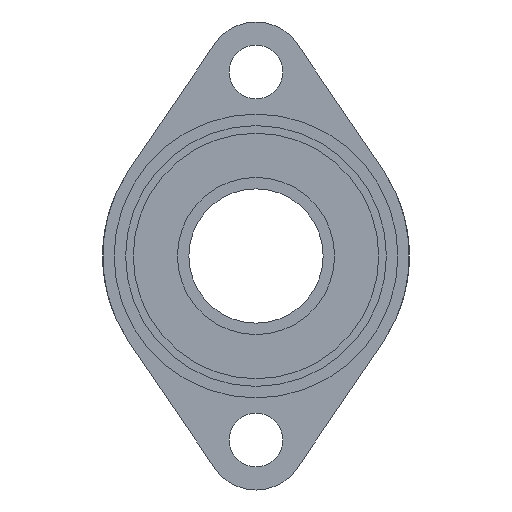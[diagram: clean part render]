
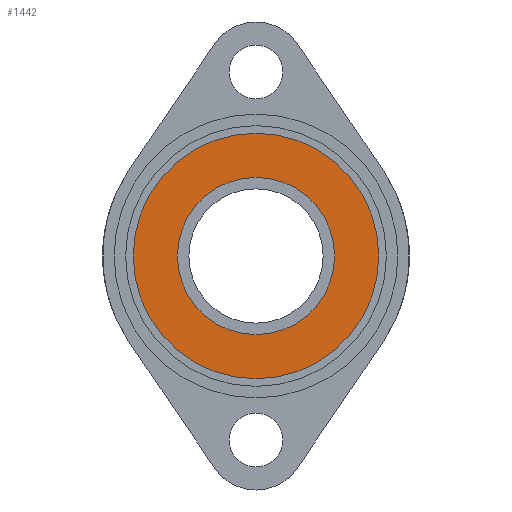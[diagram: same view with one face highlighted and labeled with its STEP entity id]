
A CAD part, front view. The second image highlights one B-rep face of the part: STEP entity #1442.
In plain terms, the highlighted planar face has unit normal (0, -1, 0).
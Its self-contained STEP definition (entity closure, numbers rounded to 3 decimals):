
#23 = CIRCLE ( 'NONE', #655, 32. ) ;
#26 = DIRECTION ( 'NONE',  ( 0., 0., 1. ) ) ;
#61 = DIRECTION ( 'NONE',  ( 0., 0., 1. ) ) ;
#73 = FACE_OUTER_BOUND ( 'NONE', #1699, .T. ) ;
#86 = CARTESIAN_POINT ( 'NONE',  ( 0., 1.5, -20.5 ) ) ;
#93 = ORIENTED_EDGE ( 'NONE', *, *, #1523, .F. ) ;
#146 = VERTEX_POINT ( 'NONE', #1905 ) ;
#153 = EDGE_LOOP ( 'NONE', ( #775, #699 ) ) ;
#259 = EDGE_CURVE ( 'NONE', #1287, #1867, #1237, .T. ) ;
#277 = DIRECTION ( 'NONE',  ( 0., 1., 0. ) ) ;
#312 = PLANE ( 'NONE',  #1001 ) ;
#313 = ORIENTED_EDGE ( 'NONE', *, *, #1437, .F. ) ;
#334 = FACE_BOUND ( 'NONE', #153, .T. ) ;
#504 = EDGE_CURVE ( 'NONE', #1867, #1287, #1865, .T. ) ;
#506 = DIRECTION ( 'NONE',  ( 0., 1., 0. ) ) ;
#616 = CARTESIAN_POINT ( 'NONE',  ( 0., 1.5, 32. ) ) ;
#621 = CARTESIAN_POINT ( 'NONE',  ( 0., 1.5, 0. ) ) ;
#625 = AXIS2_PLACEMENT_3D ( 'NONE', #1245, #506, #61 ) ;
#655 = AXIS2_PLACEMENT_3D ( 'NONE', #1738, #1734, #1886 ) ;
#699 = ORIENTED_EDGE ( 'NONE', *, *, #259, .T. ) ;
#762 = CARTESIAN_POINT ( 'NONE',  ( 0., 1.5, 0. ) ) ;
#775 = ORIENTED_EDGE ( 'NONE', *, *, #504, .T. ) ;
#830 = AXIS2_PLACEMENT_3D ( 'NONE', #762, #1485, #1779 ) ;
#941 = CARTESIAN_POINT ( 'NONE',  ( 0., 1.5, 20.5 ) ) ;
#1001 = AXIS2_PLACEMENT_3D ( 'NONE', #621, #1822, #26 ) ;
#1163 = CARTESIAN_POINT ( 'NONE',  ( 0., 1.5, 0. ) ) ;
#1237 = CIRCLE ( 'NONE', #830, 20.5 ) ;
#1245 = CARTESIAN_POINT ( 'NONE',  ( 0., 1.5, 0. ) ) ;
#1267 = AXIS2_PLACEMENT_3D ( 'NONE', #1163, #277, #1349 ) ;
#1287 = VERTEX_POINT ( 'NONE', #941 ) ;
#1288 = CIRCLE ( 'NONE', #1267, 32. ) ;
#1349 = DIRECTION ( 'NONE',  ( 0., 0., 1. ) ) ;
#1437 = EDGE_CURVE ( 'NONE', #1702, #146, #1288, .T. ) ;
#1442 = ADVANCED_FACE ( 'NONE', ( #334, #73 ), #312, .F. ) ;
#1485 = DIRECTION ( 'NONE',  ( 0., 1., 0. ) ) ;
#1523 = EDGE_CURVE ( 'NONE', #146, #1702, #23, .T. ) ;
#1699 = EDGE_LOOP ( 'NONE', ( #93, #313 ) ) ;
#1702 = VERTEX_POINT ( 'NONE', #616 ) ;
#1734 = DIRECTION ( 'NONE',  ( 0., 1., 0. ) ) ;
#1738 = CARTESIAN_POINT ( 'NONE',  ( 0., 1.5, 0. ) ) ;
#1779 = DIRECTION ( 'NONE',  ( 0., 0., 1. ) ) ;
#1822 = DIRECTION ( 'NONE',  ( 0., 1., 0. ) ) ;
#1865 = CIRCLE ( 'NONE', #625, 20.5 ) ;
#1867 = VERTEX_POINT ( 'NONE', #86 ) ;
#1886 = DIRECTION ( 'NONE',  ( 0., 0., 1. ) ) ;
#1905 = CARTESIAN_POINT ( 'NONE',  ( 0., 1.5, -32. ) ) ;
